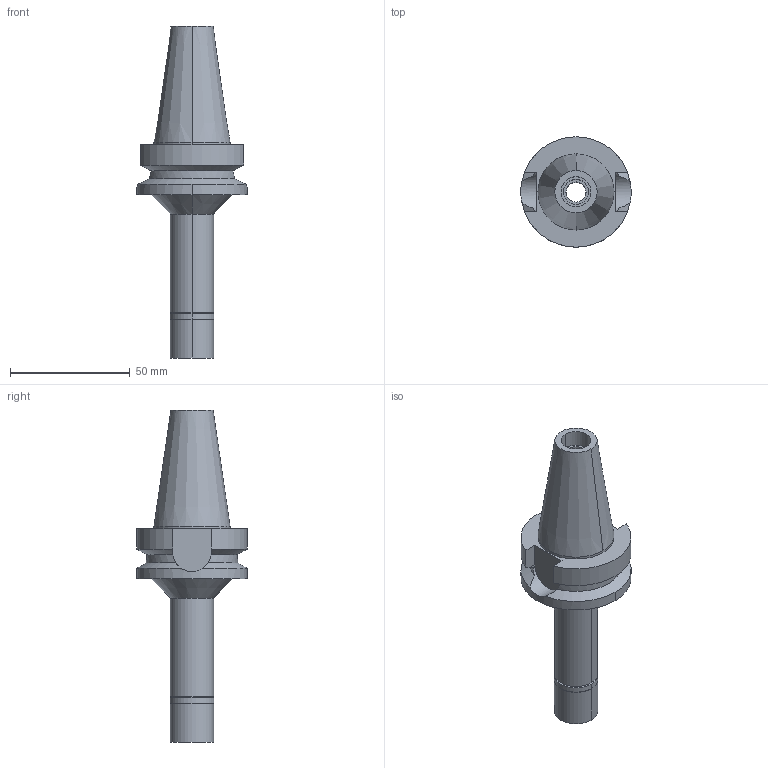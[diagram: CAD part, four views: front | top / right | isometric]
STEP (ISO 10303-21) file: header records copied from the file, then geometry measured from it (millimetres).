
FILE_DESCRIPTION (( 'STEP AP203' ), '1' );
FILE_NAME ('BBT30-MEGA8S-90.stp', '2019-06-25T19:57:02', ( '' ), ( '' ), 'SwSTEP 2.0', 'SolidWorks 2019', '' );
FILE_SCHEMA (( 'CONFIG_CONTROL_DESIGN' ));
Length unit declared in the file: millimetre
Products named in the file (7): BBT30-MEGA8S-90-080-FreeParts; MGN8S_1.stp; BBT30-MEGA8S-90_1.stp; BBT30-MEGA8S-90; DXF_TEMP_ASSY_ASM_4_ASM.stp; BBT30MS08090-080_ASM.stp; BBT30-MEGA8S-90-080.stp
Assembly tree (5 placements, depth 5):
  BBT30-MEGA8S-90-080-FreeParts
  BBT30-MEGA8S-90
    BBT30-MEGA8S-90-080.stp
      BBT30MS08090-080_ASM.stp
        DXF_TEMP_ASSY_ASM_4_ASM.stp
          BBT30-MEGA8S-90_1.stp
          MGN8S_1.stp
Bounding box: 46 x 46 x 138.4 mm (x, y, z)
Volume: 62508.1 mm3; surface area: 19865.6 mm2
Topology: 2 solids, 2 shells, 71 faces, 159 edges, 103 vertices
Faces by surface type: cylinder 38, plane 21, cone 12
Entity records: 2838 total; most frequent: CARTESIAN_POINT 491, DIRECTION 386, ORIENTED_EDGE 318, AXIS2_PLACEMENT_3D 164, EDGE_CURVE 159, VERTEX_POINT 103, EDGE_LOOP 86, CIRCLE 82
